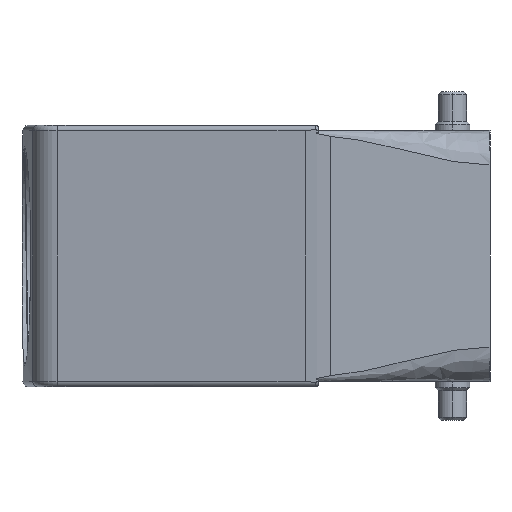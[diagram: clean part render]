
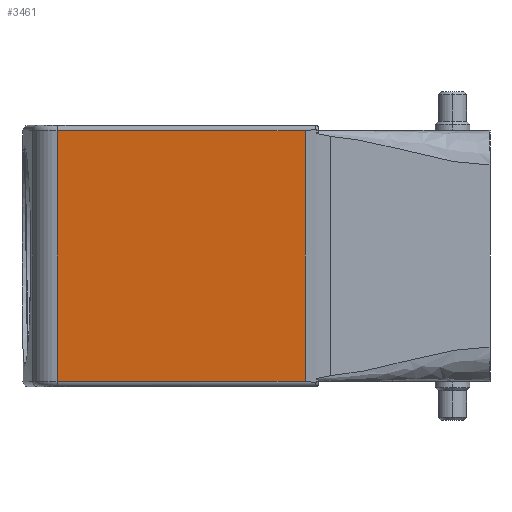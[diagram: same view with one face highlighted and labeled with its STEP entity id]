
A CAD part, left-side view. The second image highlights one B-rep face of the part: STEP entity #3461.
In plain terms, the highlighted planar face has unit normal (-0.989, 0.146, 0).
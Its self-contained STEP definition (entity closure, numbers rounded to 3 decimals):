
#356 = CARTESIAN_POINT ( 'NONE',  ( -60.25, 29.8, -21.625 ) ) ;
#839 = ORIENTED_EDGE ( 'NONE', *, *, #10903, .T. ) ;
#970 = CARTESIAN_POINT ( 'NONE',  ( -60.25, 29.8, -31.205 ) ) ;
#1620 = VERTEX_POINT ( 'NONE', #12727 ) ;
#2078 = VECTOR ( 'NONE', #8208, 1000. ) ;
#2265 = DIRECTION ( 'NONE',  ( 0.146, 0.989, 0. ) ) ;
#3192 = ORIENTED_EDGE ( 'NONE', *, *, #9004, .T. ) ;
#3461 = ADVANCED_FACE ( 'NONE', ( #10662 ), #10031, .F. ) ;
#3582 = VERTEX_POINT ( 'NONE', #9061 ) ;
#4096 = EDGE_CURVE ( 'NONE', #1620, #17012, #14691, .T. ) ;
#4352 = VECTOR ( 'NONE', #4847, 1000. ) ;
#4847 = DIRECTION ( 'NONE',  ( 0., 0., 1. ) ) ;
#5571 = LINE ( 'NONE', #16059, #2078 ) ;
#7968 = VERTEX_POINT ( 'NONE', #16519 ) ;
#8208 = DIRECTION ( 'NONE',  ( 0.146, 0.989, 0. ) ) ;
#8258 = LINE ( 'NONE', #10061, #4352 ) ;
#8547 = VECTOR ( 'NONE', #10880, 1000. ) ;
#8685 = AXIS2_PLACEMENT_3D ( 'NONE', #970, #10148, #2265 ) ;
#9004 = EDGE_CURVE ( 'NONE', #7968, #3582, #8258, .T. ) ;
#9061 = CARTESIAN_POINT ( 'NONE',  ( -59.927, 31.983, 21.625 ) ) ;
#9132 = EDGE_LOOP ( 'NONE', ( #14729, #3192, #839, #15282 ) ) ;
#10031 = PLANE ( 'NONE',  #8685 ) ;
#10061 = CARTESIAN_POINT ( 'NONE',  ( -59.927, 31.983, -31.205 ) ) ;
#10148 = DIRECTION ( 'NONE',  ( 0.989, -0.146, 0. ) ) ;
#10551 = CARTESIAN_POINT ( 'NONE',  ( -53.582, 74.877, -31.205 ) ) ;
#10662 = FACE_OUTER_BOUND ( 'NONE', #9132, .T. ) ;
#10786 = VECTOR ( 'NONE', #11872, 1000. ) ;
#10880 = DIRECTION ( 'NONE',  ( -0.146, -0.989, 0. ) ) ;
#10903 = EDGE_CURVE ( 'NONE', #3582, #1620, #5571, .T. ) ;
#11872 = DIRECTION ( 'NONE',  ( 0., 0., -1. ) ) ;
#12727 = CARTESIAN_POINT ( 'NONE',  ( -53.582, 74.877, 21.625 ) ) ;
#13335 = CARTESIAN_POINT ( 'NONE',  ( -53.582, 74.877, -21.625 ) ) ;
#14691 = LINE ( 'NONE', #10551, #10786 ) ;
#14729 = ORIENTED_EDGE ( 'NONE', *, *, #15812, .T. ) ;
#15282 = ORIENTED_EDGE ( 'NONE', *, *, #4096, .T. ) ;
#15540 = LINE ( 'NONE', #356, #8547 ) ;
#15812 = EDGE_CURVE ( 'NONE', #17012, #7968, #15540, .T. ) ;
#16059 = CARTESIAN_POINT ( 'NONE',  ( -53., 78.814, 21.625 ) ) ;
#16519 = CARTESIAN_POINT ( 'NONE',  ( -59.927, 31.983, -21.625 ) ) ;
#17012 = VERTEX_POINT ( 'NONE', #13335 ) ;
